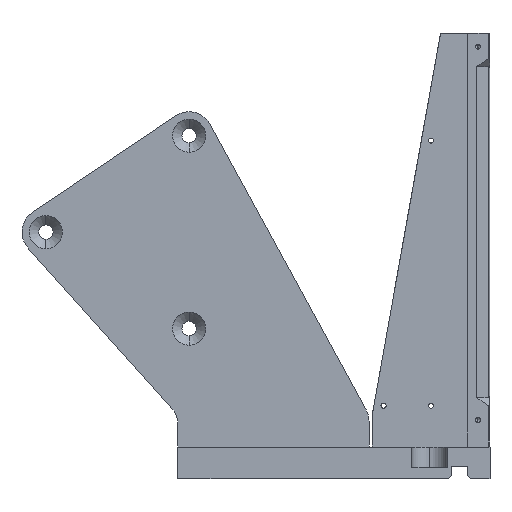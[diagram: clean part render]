
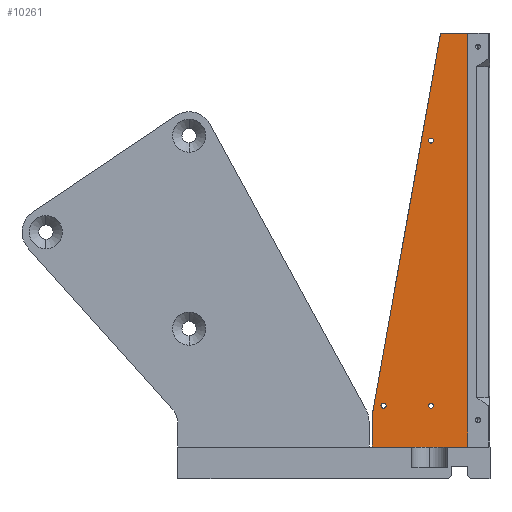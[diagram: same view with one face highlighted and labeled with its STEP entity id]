
A CAD part, left-side view. The second image highlights one B-rep face of the part: STEP entity #10261.
In plain terms, the highlighted planar face has unit normal (-1, 0, 0).
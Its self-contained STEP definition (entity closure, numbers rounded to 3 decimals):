
#76 = VERTEX_POINT ( 'NONE', #5748 ) ;
#497 = CARTESIAN_POINT ( 'NONE',  ( -10., -15., 65. ) ) ;
#538 = EDGE_CURVE ( 'NONE', #1450, #4358, #1541, .T. ) ;
#598 = AXIS2_PLACEMENT_3D ( 'NONE', #2429, #3440, #2506 ) ;
#600 = CIRCLE ( 'NONE', #13613, 0.8 ) ;
#660 = CIRCLE ( 'NONE', #3165, 0.8 ) ;
#668 = CARTESIAN_POINT ( 'NONE',  ( -10., 3.5, 52.8 ) ) ;
#718 = ORIENTED_EDGE ( 'NONE', *, *, #2903, .T. ) ;
#752 = LINE ( 'NONE', #7149, #3040 ) ;
#829 = EDGE_LOOP ( 'NONE', ( #9051, #4875, #3016, #13145, #718 ) ) ;
#1426 = DIRECTION ( 'NONE',  ( 1., 0., 0. ) ) ;
#1450 = VERTEX_POINT ( 'NONE', #4233 ) ;
#1463 = ORIENTED_EDGE ( 'NONE', *, *, #7645, .T. ) ;
#1541 = LINE ( 'NONE', #3992, #8743 ) ;
#1559 = EDGE_LOOP ( 'NONE', ( #13564, #13469 ) ) ;
#1895 = DIRECTION ( 'NONE',  ( 0., -1., 0. ) ) ;
#1986 = CARTESIAN_POINT ( 'NONE',  ( -10., -15., 65. ) ) ;
#2061 = EDGE_LOOP ( 'NONE', ( #8638, #13411 ) ) ;
#2223 = VERTEX_POINT ( 'NONE', #2333 ) ;
#2274 = AXIS2_PLACEMENT_3D ( 'NONE', #11133, #4732, #11207 ) ;
#2302 = CARTESIAN_POINT ( 'NONE',  ( -10., 3.5, -30.445 ) ) ;
#2333 = CARTESIAN_POINT ( 'NONE',  ( -10., -11.415, 52.8 ) ) ;
#2354 = CARTESIAN_POINT ( 'NONE',  ( -10., 6.5, -65. ) ) ;
#2429 = CARTESIAN_POINT ( 'NONE',  ( -10., -11.415, 52. ) ) ;
#2486 = FACE_OUTER_BOUND ( 'NONE', #829, .T. ) ;
#2506 = DIRECTION ( 'NONE',  ( 0., 0., -1. ) ) ;
#2628 = VERTEX_POINT ( 'NONE', #668 ) ;
#2684 = DIRECTION ( 'NONE',  ( 1., 0., 0. ) ) ;
#2733 = CARTESIAN_POINT ( 'NONE',  ( -10., 15., 65. ) ) ;
#2763 = EDGE_CURVE ( 'NONE', #9627, #2628, #7187, .T. ) ;
#2817 = EDGE_CURVE ( 'NONE', #8862, #14053, #8882, .T. ) ;
#2829 = AXIS2_PLACEMENT_3D ( 'NONE', #6748, #9882, #3514 ) ;
#2903 = EDGE_CURVE ( 'NONE', #4580, #1450, #13444, .T. ) ;
#2912 = DIRECTION ( 'NONE',  ( 0., -1., 0. ) ) ;
#2962 = VECTOR ( 'NONE', #7193, 1000. ) ;
#3016 = ORIENTED_EDGE ( 'NONE', *, *, #3383, .F. ) ;
#3040 = VECTOR ( 'NONE', #1895, 1000. ) ;
#3165 = AXIS2_PLACEMENT_3D ( 'NONE', #7223, #6138, #5283 ) ;
#3231 = LINE ( 'NONE', #2354, #6766 ) ;
#3383 = EDGE_CURVE ( 'NONE', #12208, #76, #11786, .T. ) ;
#3440 = DIRECTION ( 'NONE',  ( 1., 0., 0. ) ) ;
#3514 = DIRECTION ( 'NONE',  ( 0., 0., -1. ) ) ;
#3683 = CARTESIAN_POINT ( 'NONE',  ( -10., 3.5, 52. ) ) ;
#3745 = VECTOR ( 'NONE', #6367, 1000. ) ;
#3992 = CARTESIAN_POINT ( 'NONE',  ( -10., 15., -65. ) ) ;
#4046 = ORIENTED_EDGE ( 'NONE', *, *, #9528, .T. ) ;
#4105 = AXIS2_PLACEMENT_3D ( 'NONE', #4519, #13303, #6541 ) ;
#4131 = EDGE_LOOP ( 'NONE', ( #4046, #1463 ) ) ;
#4233 = CARTESIAN_POINT ( 'NONE',  ( -10., 15., -65. ) ) ;
#4358 = VERTEX_POINT ( 'NONE', #5933 ) ;
#4519 = CARTESIAN_POINT ( 'NONE',  ( -10., 3.5, -31.245 ) ) ;
#4573 = FACE_BOUND ( 'NONE', #2061, .T. ) ;
#4580 = VERTEX_POINT ( 'NONE', #10638 ) ;
#4732 = DIRECTION ( 'NONE',  ( 1., 0., 0. ) ) ;
#4875 = ORIENTED_EDGE ( 'NONE', *, *, #6284, .F. ) ;
#4907 = CARTESIAN_POINT ( 'NONE',  ( -10., 3.5, -32.045 ) ) ;
#4971 = CARTESIAN_POINT ( 'NONE',  ( -10., -11.415, 51.2 ) ) ;
#5283 = DIRECTION ( 'NONE',  ( 0., 0., -1. ) ) ;
#5748 = CARTESIAN_POINT ( 'NONE',  ( -10., -15., 55. ) ) ;
#5807 = FACE_BOUND ( 'NONE', #4131, .T. ) ;
#5933 = CARTESIAN_POINT ( 'NONE',  ( -10., 6.5, -65. ) ) ;
#6138 = DIRECTION ( 'NONE',  ( 1., 0., 0. ) ) ;
#6284 = EDGE_CURVE ( 'NONE', #76, #4358, #3231, .T. ) ;
#6367 = DIRECTION ( 'NONE',  ( 0., 0., -1. ) ) ;
#6384 = CARTESIAN_POINT ( 'NONE',  ( -10., 3.5, 51.2 ) ) ;
#6541 = DIRECTION ( 'NONE',  ( 0., 0., -1. ) ) ;
#6702 = EDGE_CURVE ( 'NONE', #2628, #9627, #600, .T. ) ;
#6748 = CARTESIAN_POINT ( 'NONE',  ( -10., 3.5, 52. ) ) ;
#6766 = VECTOR ( 'NONE', #13159, 1000. ) ;
#7149 = CARTESIAN_POINT ( 'NONE',  ( -10., 15., 65. ) ) ;
#7187 = CIRCLE ( 'NONE', #2829, 0.8 ) ;
#7193 = DIRECTION ( 'NONE',  ( 0., 0., -1. ) ) ;
#7223 = CARTESIAN_POINT ( 'NONE',  ( -10., 3.5, -31.245 ) ) ;
#7224 = DIRECTION ( 'NONE',  ( 0., 0., -1. ) ) ;
#7645 = EDGE_CURVE ( 'NONE', #2223, #7891, #12012, .T. ) ;
#7891 = VERTEX_POINT ( 'NONE', #4971 ) ;
#7950 = PLANE ( 'NONE',  #2274 ) ;
#8638 = ORIENTED_EDGE ( 'NONE', *, *, #2817, .T. ) ;
#8743 = VECTOR ( 'NONE', #2912, 1000. ) ;
#8862 = VERTEX_POINT ( 'NONE', #4907 ) ;
#8882 = CIRCLE ( 'NONE', #4105, 0.8 ) ;
#9051 = ORIENTED_EDGE ( 'NONE', *, *, #538, .T. ) ;
#9139 = FACE_BOUND ( 'NONE', #1559, .T. ) ;
#9458 = EDGE_CURVE ( 'NONE', #14053, #8862, #660, .T. ) ;
#9528 = EDGE_CURVE ( 'NONE', #7891, #2223, #13439, .T. ) ;
#9627 = VERTEX_POINT ( 'NONE', #6384 ) ;
#9882 = DIRECTION ( 'NONE',  ( 1., 0., 0. ) ) ;
#10261 = ADVANCED_FACE ( 'NONE', ( #9139, #4573, #5807, #2486 ), #7950, .F. ) ;
#10385 = CARTESIAN_POINT ( 'NONE',  ( -10., -11.415, 52. ) ) ;
#10638 = CARTESIAN_POINT ( 'NONE',  ( -10., 15., 65. ) ) ;
#11133 = CARTESIAN_POINT ( 'NONE',  ( -10., 15., 65. ) ) ;
#11146 = AXIS2_PLACEMENT_3D ( 'NONE', #10385, #1426, #12447 ) ;
#11207 = DIRECTION ( 'NONE',  ( 0., 1., 0. ) ) ;
#11786 = LINE ( 'NONE', #1986, #3745 ) ;
#12012 = CIRCLE ( 'NONE', #598, 0.8 ) ;
#12208 = VERTEX_POINT ( 'NONE', #497 ) ;
#12447 = DIRECTION ( 'NONE',  ( 0., 0., -1. ) ) ;
#13145 = ORIENTED_EDGE ( 'NONE', *, *, #13808, .F. ) ;
#13159 = DIRECTION ( 'NONE',  ( 0., 0.176, -0.984 ) ) ;
#13303 = DIRECTION ( 'NONE',  ( 1., 0., 0. ) ) ;
#13411 = ORIENTED_EDGE ( 'NONE', *, *, #9458, .T. ) ;
#13439 = CIRCLE ( 'NONE', #11146, 0.8 ) ;
#13444 = LINE ( 'NONE', #2733, #2962 ) ;
#13469 = ORIENTED_EDGE ( 'NONE', *, *, #6702, .T. ) ;
#13564 = ORIENTED_EDGE ( 'NONE', *, *, #2763, .T. ) ;
#13613 = AXIS2_PLACEMENT_3D ( 'NONE', #3683, #2684, #7224 ) ;
#13808 = EDGE_CURVE ( 'NONE', #4580, #12208, #752, .T. ) ;
#14053 = VERTEX_POINT ( 'NONE', #2302 ) ;
